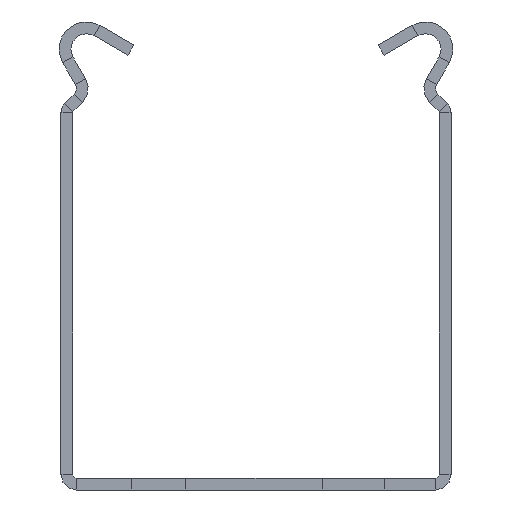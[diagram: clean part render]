
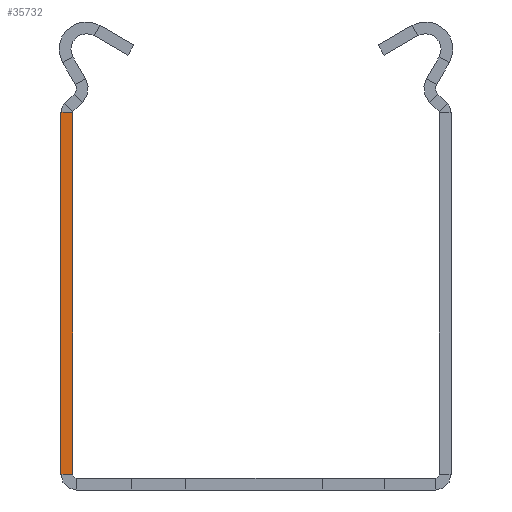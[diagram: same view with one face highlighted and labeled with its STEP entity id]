
A CAD part, front view. The second image highlights one B-rep face of the part: STEP entity #35732.
In plain terms, the highlighted planar face has unit normal (0, -1, 0).
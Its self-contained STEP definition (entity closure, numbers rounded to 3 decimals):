
#1641=PLANE('',#39168);
#3368=FACE_OUTER_BOUND('',#5098,.T.);
#5098=EDGE_LOOP('',(#29779,#29780,#29781,#29782));
#9240=LINE('',#59558,#12668);
#9277=LINE('',#59648,#12705);
#9278=LINE('',#59650,#12706);
#9279=LINE('',#59651,#12707);
#12668=VECTOR('',#49274,10.);
#12705=VECTOR('',#49393,10.);
#12706=VECTOR('',#49394,10.);
#12707=VECTOR('',#49395,10.);
#17789=VERTEX_POINT('',#59555);
#17790=VERTEX_POINT('',#59557);
#17800=VERTEX_POINT('',#59640);
#17803=VERTEX_POINT('',#59649);
#22857=EDGE_CURVE('',#17790,#17789,#9240,.T.);
#22903=EDGE_CURVE('',#17789,#17800,#9277,.T.);
#22904=EDGE_CURVE('',#17800,#17803,#9278,.T.);
#22905=EDGE_CURVE('',#17803,#17790,#9279,.F.);
#29779=ORIENTED_EDGE('',*,*,#22857,.T.);
#29780=ORIENTED_EDGE('',*,*,#22903,.T.);
#29781=ORIENTED_EDGE('',*,*,#22904,.T.);
#29782=ORIENTED_EDGE('',*,*,#22905,.T.);
#35732=ADVANCED_FACE('',(#3368),#1641,.T.);
#39168=AXIS2_PLACEMENT_3D('',#59647,#49391,#49392);
#49274=DIRECTION('',(-1.,0.,0.));
#49391=DIRECTION('center_axis',(0.,-1.,0.));
#49392=DIRECTION('ref_axis',(-1.,0.,0.));
#49393=DIRECTION('',(0.,0.,-1.));
#49394=DIRECTION('',(1.,0.,0.));
#49395=DIRECTION('',(0.,0.,-1.));
#59555=CARTESIAN_POINT('',(-25.,0.,48.387));
#59557=CARTESIAN_POINT('',(-23.5,0.,48.387));
#59558=CARTESIAN_POINT('',(-12.,0.,48.387));
#59640=CARTESIAN_POINT('',(-25.,0.,2.));
#59647=CARTESIAN_POINT('Origin',(-24.,0.,2.));
#59648=CARTESIAN_POINT('',(-25.,0.,-0.262));
#59649=CARTESIAN_POINT('',(-23.5,0.,2.));
#59650=CARTESIAN_POINT('',(-24.22,0.,2.));
#59651=CARTESIAN_POINT('',(-23.5,0.,-10.631));
